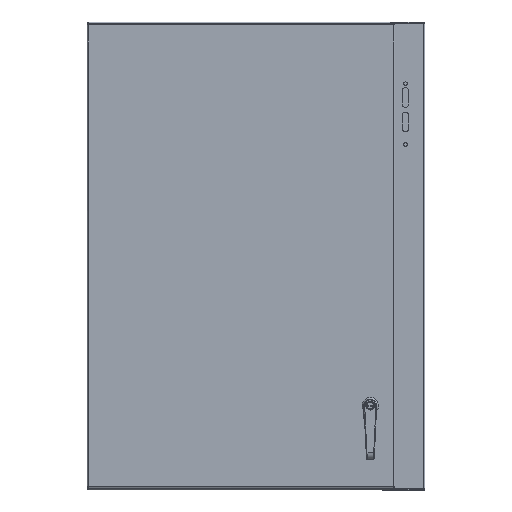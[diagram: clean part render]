
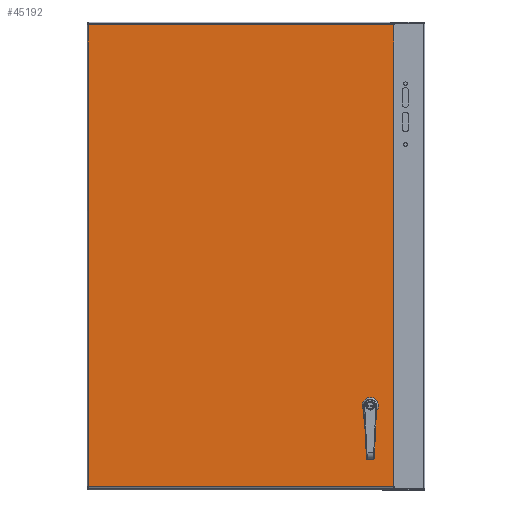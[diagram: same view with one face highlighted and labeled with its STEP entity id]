
A CAD part, top view. The second image highlights one B-rep face of the part: STEP entity #45192.
In plain terms, the highlighted face is planar.
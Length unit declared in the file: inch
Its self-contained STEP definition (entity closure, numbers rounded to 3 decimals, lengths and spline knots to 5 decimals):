
#43862=CARTESIAN_POINT('',(2.11262,6.745,0.0));
#43863=VERTEX_POINT('',#43862);
#43870=CARTESIAN_POINT('',(2.3,6.55762,0.0));
#43871=VERTEX_POINT('',#43870);
#43872=CARTESIAN_POINT('',(1.9,6.345,0.0));
#43873=DIRECTION('',(0.0,0.0,1.0));
#43874=DIRECTION('',(-0.469,-0.883,0.0));
#43875=AXIS2_PLACEMENT_3D('',#43872,#43873,#43874);
#43876=CIRCLE('',#43875,0.453);
#43877=EDGE_CURVE('',#43871,#43863,#43876,.T.);
#43902=CARTESIAN_POINT('',(2.3,6.13238,0.0));
#43903=VERTEX_POINT('',#43902);
#43904=CARTESIAN_POINT('',(2.3,6.13238,0.0));
#43905=DIRECTION('',(0.0,1.0,0.0));
#43906=VECTOR('',#43905,0.42525);
#43907=LINE('',#43904,#43906);
#43908=EDGE_CURVE('',#43903,#43871,#43907,.T.);
#43934=CARTESIAN_POINT('',(2.11262,5.945,0.0));
#43935=VERTEX_POINT('',#43934);
#43936=CARTESIAN_POINT('',(1.9,6.345,0.0));
#43937=DIRECTION('',(0.0,0.0,1.0));
#43938=DIRECTION('',(-0.883,0.469,0.0));
#43939=AXIS2_PLACEMENT_3D('',#43936,#43937,#43938);
#43940=CIRCLE('',#43939,0.453);
#43941=EDGE_CURVE('',#43935,#43903,#43940,.T.);
#43966=CARTESIAN_POINT('',(1.68738,5.945,0.0));
#43967=VERTEX_POINT('',#43966);
#43968=CARTESIAN_POINT('',(1.68738,5.945,0.0));
#43969=DIRECTION('',(1.0,0.0,0.0));
#43970=VECTOR('',#43969,0.42525);
#43971=LINE('',#43968,#43970);
#43972=EDGE_CURVE('',#43967,#43935,#43971,.T.);
#43998=CARTESIAN_POINT('',(1.5,6.13238,0.0));
#43999=VERTEX_POINT('',#43998);
#44000=CARTESIAN_POINT('',(1.9,6.345,0.0));
#44001=DIRECTION('',(0.0,0.0,1.0));
#44002=DIRECTION('',(0.469,0.883,0.0));
#44003=AXIS2_PLACEMENT_3D('',#44000,#44001,#44002);
#44004=CIRCLE('',#44003,0.453);
#44005=EDGE_CURVE('',#43999,#43967,#44004,.T.);
#44030=CARTESIAN_POINT('',(1.5,6.55762,0.0));
#44031=VERTEX_POINT('',#44030);
#44032=CARTESIAN_POINT('',(1.5,6.55762,0.0));
#44033=DIRECTION('',(0.0,-1.0,0.0));
#44034=VECTOR('',#44033,0.42525);
#44035=LINE('',#44032,#44034);
#44036=EDGE_CURVE('',#44031,#43999,#44035,.T.);
#44062=CARTESIAN_POINT('',(1.68738,6.745,0.0));
#44063=VERTEX_POINT('',#44062);
#44064=CARTESIAN_POINT('',(1.9,6.345,0.0));
#44065=DIRECTION('',(0.0,0.0,1.0));
#44066=DIRECTION('',(0.883,-0.469,0.0));
#44067=AXIS2_PLACEMENT_3D('',#44064,#44065,#44066);
#44068=CIRCLE('',#44067,0.453);
#44069=EDGE_CURVE('',#44063,#44031,#44068,.T.);
#44092=CARTESIAN_POINT('',(2.11262,6.745,0.0));
#44093=DIRECTION('',(-1.0,0.0,0.0));
#44094=VECTOR('',#44093,0.42525);
#44095=LINE('',#44092,#44094);
#44096=EDGE_CURVE('',#43863,#44063,#44095,.T.);
#44164=CARTESIAN_POINT('',(23.58225,0.10525,0.));
#44165=VERTEX_POINT('',#44164);
#44176=CARTESIAN_POINT('',(23.58225,35.64475,0.));
#44177=VERTEX_POINT('',#44176);
#44178=CARTESIAN_POINT('',(23.58225,35.64475,0.0));
#44179=DIRECTION('',(0.0,-1.0,0.0));
#44180=VECTOR('',#44179,35.5395);
#44181=LINE('',#44178,#44180);
#44182=EDGE_CURVE('',#44177,#44165,#44181,.T.);
#44370=CARTESIAN_POINT('',(0.10525,0.10525,0.));
#44371=VERTEX_POINT('',#44370);
#44382=CARTESIAN_POINT('',(23.58225,0.10525,0.0));
#44383=DIRECTION('',(-1.0,0.0,0.0));
#44384=VECTOR('',#44383,23.477);
#44385=LINE('',#44382,#44384);
#44386=EDGE_CURVE('',#44165,#44371,#44385,.T.);
#44647=CARTESIAN_POINT('',(0.10525,35.64475,0.));
#44648=VERTEX_POINT('',#44647);
#44659=CARTESIAN_POINT('',(0.10525,0.10525,0.0));
#44660=DIRECTION('',(0.0,1.0,0.0));
#44661=VECTOR('',#44660,35.5395);
#44662=LINE('',#44659,#44661);
#44663=EDGE_CURVE('',#44371,#44648,#44662,.T.);
#44928=CARTESIAN_POINT('',(0.10525,35.64475,0.0));
#44929=DIRECTION('',(1.0,0.0,0.0));
#44930=VECTOR('',#44929,23.477);
#44931=LINE('',#44928,#44930);
#44932=EDGE_CURVE('',#44648,#44177,#44931,.T.);
#45171=CARTESIAN_POINT('',(11.84375,17.875,0.0));
#45172=DIRECTION('',(0.0,0.0,1.0));
#45173=DIRECTION('',(1.0,0.0,0.0));
#45174=AXIS2_PLACEMENT_3D('',#45171,#45172,#45173);
#45175=PLANE('',#45174);
#45176=ORIENTED_EDGE('',*,*,#44182,.T.);
#45177=ORIENTED_EDGE('',*,*,#44386,.T.);
#45178=ORIENTED_EDGE('',*,*,#44663,.T.);
#45179=ORIENTED_EDGE('',*,*,#44932,.T.);
#45180=EDGE_LOOP('',(#45176,#45177,#45178,#45179));
#45181=FACE_OUTER_BOUND('',#45180,.T.);
#45182=ORIENTED_EDGE('',*,*,#43877,.T.);
#45183=ORIENTED_EDGE('',*,*,#44096,.T.);
#45184=ORIENTED_EDGE('',*,*,#44069,.T.);
#45185=ORIENTED_EDGE('',*,*,#44036,.T.);
#45186=ORIENTED_EDGE('',*,*,#44005,.T.);
#45187=ORIENTED_EDGE('',*,*,#43972,.T.);
#45188=ORIENTED_EDGE('',*,*,#43941,.T.);
#45189=ORIENTED_EDGE('',*,*,#43908,.T.);
#45190=EDGE_LOOP('',(#45182,#45183,#45184,#45185,#45186,#45187,#45188,#45189));
#45191=FACE_BOUND('',#45190,.T.);
#45192=ADVANCED_FACE('',(#45181,#45191),#45175,.F.);
